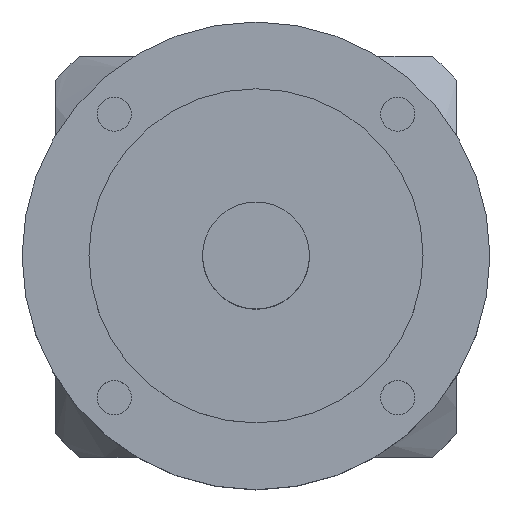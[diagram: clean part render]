
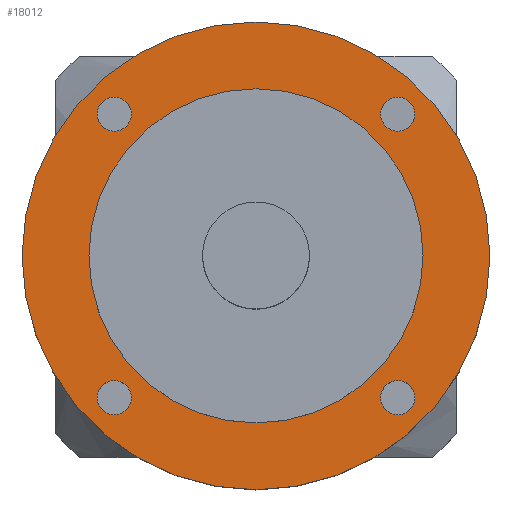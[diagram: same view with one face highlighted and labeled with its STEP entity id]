
A CAD part, top view. The second image highlights one B-rep face of the part: STEP entity #18012.
In plain terms, the highlighted planar face has unit normal (0, 0, 1).
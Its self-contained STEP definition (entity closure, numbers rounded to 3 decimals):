
#179 = EDGE_LOOP ( 'NONE', ( #10386, #3108 ) ) ;
#182 = DIRECTION ( 'NONE',  ( 0., 0., 1. ) ) ;
#1168 = CIRCLE ( 'NONE', #4836, 2.55 ) ;
#1387 = DIRECTION ( 'NONE',  ( 1., 0., 0. ) ) ;
#1515 = VERTEX_POINT ( 'NONE', #25721 ) ;
#1652 = CARTESIAN_POINT ( 'NONE',  ( -35., 0., 100.1 ) ) ;
#2739 = AXIS2_PLACEMENT_3D ( 'NONE', #8110, #15162, #25460 ) ;
#2743 = EDGE_CURVE ( 'NONE', #15633, #18060, #13257, .T. ) ;
#2932 = DIRECTION ( 'NONE',  ( 0., 0., 1. ) ) ;
#3080 = FACE_BOUND ( 'NONE', #179, .T. ) ;
#3108 = ORIENTED_EDGE ( 'NONE', *, *, #9004, .F. ) ;
#3939 = DIRECTION ( 'NONE',  ( 1., 0., 0. ) ) ;
#3981 = ORIENTED_EDGE ( 'NONE', *, *, #22802, .T. ) ;
#4035 = ORIENTED_EDGE ( 'NONE', *, *, #22934, .F. ) ;
#4130 = DIRECTION ( 'NONE',  ( 0., 0., 1. ) ) ;
#4450 = DIRECTION ( 'NONE',  ( 1., 0., 0. ) ) ;
#4759 = CIRCLE ( 'NONE', #6883, 2.55 ) ;
#4836 = AXIS2_PLACEMENT_3D ( 'NONE', #20927, #28619, #1387 ) ;
#5011 = VERTEX_POINT ( 'NONE', #16353 ) ;
#5239 = VERTEX_POINT ( 'NONE', #13294 ) ;
#5306 = EDGE_LOOP ( 'NONE', ( #16461, #3981 ) ) ;
#5375 = AXIS2_PLACEMENT_3D ( 'NONE', #22328, #182, #10057 ) ;
#6220 = DIRECTION ( 'NONE',  ( 1., 0., 0. ) ) ;
#6373 = CARTESIAN_POINT ( 'NONE',  ( 0., 0., 100.1 ) ) ;
#6641 = ORIENTED_EDGE ( 'NONE', *, *, #2743, .F. ) ;
#6883 = AXIS2_PLACEMENT_3D ( 'NONE', #17819, #19780, #7816 ) ;
#7066 = AXIS2_PLACEMENT_3D ( 'NONE', #30657, #2932, #10827 ) ;
#7473 = AXIS2_PLACEMENT_3D ( 'NONE', #16072, #23092, #6220 ) ;
#7816 = DIRECTION ( 'NONE',  ( 1., 0., 0. ) ) ;
#8110 = CARTESIAN_POINT ( 'NONE',  ( 0., 0., 100.1 ) ) ;
#8168 = AXIS2_PLACEMENT_3D ( 'NONE', #20788, #16054, #20626 ) ;
#8520 = CIRCLE ( 'NONE', #20020, 35. ) ;
#8968 = ORIENTED_EDGE ( 'NONE', *, *, #19142, .F. ) ;
#9004 = EDGE_CURVE ( 'NONE', #5239, #32271, #27331, .T. ) ;
#9366 = EDGE_CURVE ( 'NONE', #15479, #28350, #8520, .T. ) ;
#9819 = ORIENTED_EDGE ( 'NONE', *, *, #29192, .F. ) ;
#10057 = DIRECTION ( 'NONE',  ( 1., 0., 0. ) ) ;
#10255 = AXIS2_PLACEMENT_3D ( 'NONE', #28799, #15563, #10808 ) ;
#10374 = DIRECTION ( 'NONE',  ( 1., 0., 0. ) ) ;
#10386 = ORIENTED_EDGE ( 'NONE', *, *, #26555, .F. ) ;
#10398 = CARTESIAN_POINT ( 'NONE',  ( 18.663, -21.213, 100.1 ) ) ;
#10481 = DIRECTION ( 'NONE',  ( 1., 0., 0. ) ) ;
#10808 = DIRECTION ( 'NONE',  ( 1., 0., 0. ) ) ;
#10827 = DIRECTION ( 'NONE',  ( 1., 0., 0. ) ) ;
#11642 = CARTESIAN_POINT ( 'NONE',  ( 23.763, 21.213, 100.1 ) ) ;
#12092 = EDGE_LOOP ( 'NONE', ( #8968, #14551 ) ) ;
#12163 = AXIS2_PLACEMENT_3D ( 'NONE', #18723, #26394, #3939 ) ;
#12179 = CIRCLE ( 'NONE', #7473, 2.55 ) ;
#13257 = CIRCLE ( 'NONE', #5375, 25. ) ;
#13294 = CARTESIAN_POINT ( 'NONE',  ( -23.763, 21.213, 100.1 ) ) ;
#13390 = CARTESIAN_POINT ( 'NONE',  ( -23.763, -21.213, 100.1 ) ) ;
#13703 = EDGE_LOOP ( 'NONE', ( #24768, #15781 ) ) ;
#13852 = CARTESIAN_POINT ( 'NONE',  ( -18.663, 21.213, 100.1 ) ) ;
#13862 = CARTESIAN_POINT ( 'NONE',  ( -25., 0., 100.1 ) ) ;
#14077 = DIRECTION ( 'NONE',  ( 1., 0., 0. ) ) ;
#14407 = CIRCLE ( 'NONE', #7066, 2.55 ) ;
#14551 = ORIENTED_EDGE ( 'NONE', *, *, #15434, .F. ) ;
#15162 = DIRECTION ( 'NONE',  ( 0., 0., 1. ) ) ;
#15416 = VERTEX_POINT ( 'NONE', #19071 ) ;
#15434 = EDGE_CURVE ( 'NONE', #1515, #24526, #26670, .T. ) ;
#15479 = VERTEX_POINT ( 'NONE', #30364 ) ;
#15563 = DIRECTION ( 'NONE',  ( 0., 0., 1. ) ) ;
#15633 = VERTEX_POINT ( 'NONE', #13862 ) ;
#15706 = VERTEX_POINT ( 'NONE', #13390 ) ;
#15781 = ORIENTED_EDGE ( 'NONE', *, *, #25565, .F. ) ;
#15842 = AXIS2_PLACEMENT_3D ( 'NONE', #18519, #25695, #10481 ) ;
#16054 = DIRECTION ( 'NONE',  ( 0., 0., 1. ) ) ;
#16059 = FACE_OUTER_BOUND ( 'NONE', #5306, .T. ) ;
#16072 = CARTESIAN_POINT ( 'NONE',  ( 21.213, -21.213, 100.1 ) ) ;
#16353 = CARTESIAN_POINT ( 'NONE',  ( 23.763, -21.213, 100.1 ) ) ;
#16461 = ORIENTED_EDGE ( 'NONE', *, *, #9366, .T. ) ;
#17819 = CARTESIAN_POINT ( 'NONE',  ( -21.213, 21.213, 100.1 ) ) ;
#17937 = CIRCLE ( 'NONE', #12163, 2.55 ) ;
#18012 = ADVANCED_FACE ( 'NONE', ( #30954, #30477, #3080, #20472, #18030, #16059 ), #23552, .T. ) ;
#18030 = FACE_BOUND ( 'NONE', #23107, .T. ) ;
#18060 = VERTEX_POINT ( 'NONE', #21703 ) ;
#18519 = CARTESIAN_POINT ( 'NONE',  ( 0., 0., 100.1 ) ) ;
#18723 = CARTESIAN_POINT ( 'NONE',  ( 21.213, 21.213, 100.1 ) ) ;
#19071 = CARTESIAN_POINT ( 'NONE',  ( -18.663, -21.213, 100.1 ) ) ;
#19142 = EDGE_CURVE ( 'NONE', #24526, #1515, #17937, .T. ) ;
#19780 = DIRECTION ( 'NONE',  ( 0., 0., 1. ) ) ;
#20020 = AXIS2_PLACEMENT_3D ( 'NONE', #6373, #28818, #14077 ) ;
#20367 = DIRECTION ( 'NONE',  ( 0., 0., 1. ) ) ;
#20472 = FACE_BOUND ( 'NONE', #12092, .T. ) ;
#20526 = CARTESIAN_POINT ( 'NONE',  ( 21.213, 21.213, 100.1 ) ) ;
#20626 = DIRECTION ( 'NONE',  ( 1., 0., 0. ) ) ;
#20788 = CARTESIAN_POINT ( 'NONE',  ( -21.213, -21.213, 100.1 ) ) ;
#20927 = CARTESIAN_POINT ( 'NONE',  ( -21.213, -21.213, 100.1 ) ) ;
#21703 = CARTESIAN_POINT ( 'NONE',  ( 25., 0., 100.1 ) ) ;
#22328 = CARTESIAN_POINT ( 'NONE',  ( 0., 0., 100.1 ) ) ;
#22802 = EDGE_CURVE ( 'NONE', #28350, #15479, #23836, .T. ) ;
#22934 = EDGE_CURVE ( 'NONE', #15416, #15706, #26458, .T. ) ;
#23092 = DIRECTION ( 'NONE',  ( 0., 0., 1. ) ) ;
#23107 = EDGE_LOOP ( 'NONE', ( #6641, #9819 ) ) ;
#23142 = CIRCLE ( 'NONE', #2739, 25. ) ;
#23552 = PLANE ( 'NONE',  #15842 ) ;
#23836 = CIRCLE ( 'NONE', #10255, 35. ) ;
#24526 = VERTEX_POINT ( 'NONE', #11642 ) ;
#24719 = VERTEX_POINT ( 'NONE', #10398 ) ;
#24768 = ORIENTED_EDGE ( 'NONE', *, *, #30012, .F. ) ;
#25460 = DIRECTION ( 'NONE',  ( 1., 0., 0. ) ) ;
#25565 = EDGE_CURVE ( 'NONE', #24719, #5011, #14407, .T. ) ;
#25695 = DIRECTION ( 'NONE',  ( 0., 0., 1. ) ) ;
#25721 = CARTESIAN_POINT ( 'NONE',  ( 18.663, 21.213, 100.1 ) ) ;
#25888 = EDGE_LOOP ( 'NONE', ( #4035, #30963 ) ) ;
#26394 = DIRECTION ( 'NONE',  ( 0., 0., 1. ) ) ;
#26458 = CIRCLE ( 'NONE', #8168, 2.55 ) ;
#26555 = EDGE_CURVE ( 'NONE', #32271, #5239, #4759, .T. ) ;
#26582 = CARTESIAN_POINT ( 'NONE',  ( -21.213, 21.213, 100.1 ) ) ;
#26670 = CIRCLE ( 'NONE', #29820, 2.55 ) ;
#27331 = CIRCLE ( 'NONE', #31537, 2.55 ) ;
#28350 = VERTEX_POINT ( 'NONE', #1652 ) ;
#28619 = DIRECTION ( 'NONE',  ( 0., 0., 1. ) ) ;
#28799 = CARTESIAN_POINT ( 'NONE',  ( 0., 0., 100.1 ) ) ;
#28818 = DIRECTION ( 'NONE',  ( 0., 0., 1. ) ) ;
#28968 = EDGE_CURVE ( 'NONE', #15706, #15416, #1168, .T. ) ;
#29192 = EDGE_CURVE ( 'NONE', #18060, #15633, #23142, .T. ) ;
#29820 = AXIS2_PLACEMENT_3D ( 'NONE', #20526, #20367, #10374 ) ;
#30012 = EDGE_CURVE ( 'NONE', #5011, #24719, #12179, .T. ) ;
#30364 = CARTESIAN_POINT ( 'NONE',  ( 35., 0., 100.1 ) ) ;
#30477 = FACE_BOUND ( 'NONE', #25888, .T. ) ;
#30657 = CARTESIAN_POINT ( 'NONE',  ( 21.213, -21.213, 100.1 ) ) ;
#30954 = FACE_BOUND ( 'NONE', #13703, .T. ) ;
#30963 = ORIENTED_EDGE ( 'NONE', *, *, #28968, .F. ) ;
#31537 = AXIS2_PLACEMENT_3D ( 'NONE', #26582, #4130, #4450 ) ;
#32271 = VERTEX_POINT ( 'NONE', #13852 ) ;
